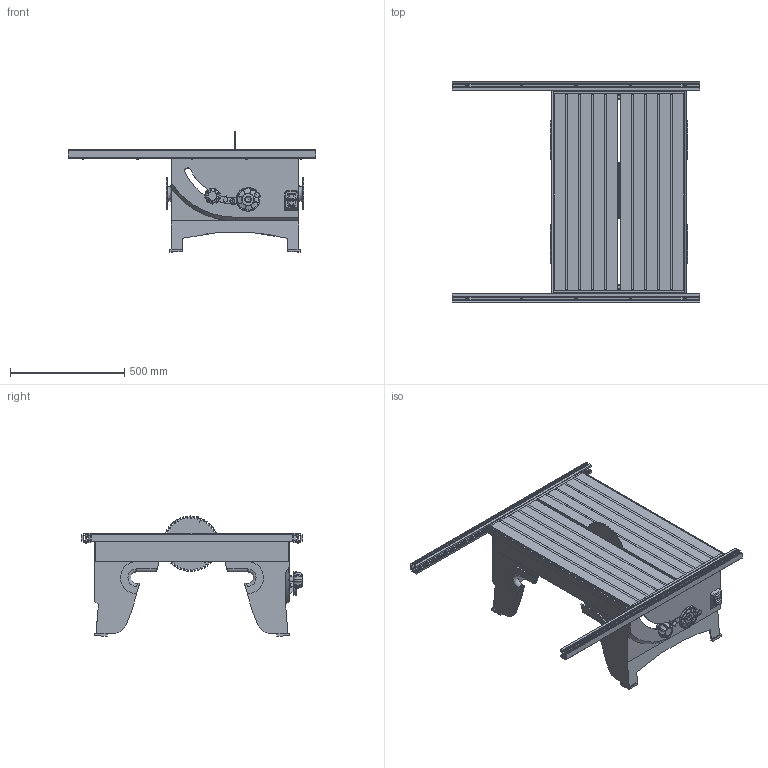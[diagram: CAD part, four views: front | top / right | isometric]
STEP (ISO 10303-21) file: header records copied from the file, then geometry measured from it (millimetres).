
FILE_DESCRIPTION(('FreeCAD Model'),'2;1');
FILE_NAME('Open CASCADE Shape Model','2025-05-09T18:26:59',('FreeCAD'),( 'FreeCAD'),'Open CASCADE STEP processor 7.6','FreeCAD','Unknown');
FILE_SCHEMA(('AUTOMOTIVE_DESIGN { 1 0 10303 214 1 1 1 1 }'));
Products named in the file (1): Open CASCADE STEP translator 7.6 1
Bounding box: 1087.1 x 971.87 x 526.8 mm (x, y, z)
Volume: 21248683.9 mm3; surface area: 4300589.9 mm2
Topology: 94 solids, 94 shells, 3926 faces, 10413 edges, 6773 vertices
Faces by surface type: bspline 3926
Entity records: 126666 total; most frequent: CARTESIAN_POINT 64749, ORIENTED_EDGE 20778, EDGE_CURVE 10389, B_SPLINE_CURVE_WITH_KNOTS 8614, VERTEX_POINT 6773, FACE_BOUND 4130, EDGE_LOOP 4130, ADVANCED_FACE 3926
